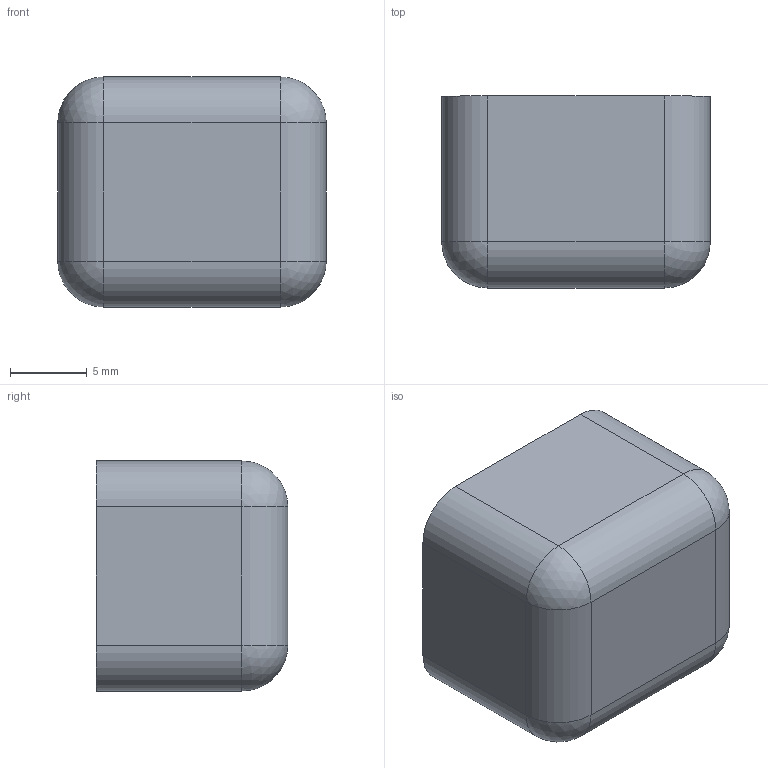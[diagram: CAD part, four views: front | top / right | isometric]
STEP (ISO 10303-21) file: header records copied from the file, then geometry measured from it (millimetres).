
FILE_DESCRIPTION(/* description */ (''),/* implementation_level */ '2;1');
FILE_NAME(/* name */ 'devFrame Landing Gear Foot TPE.step',/* time_stamp */ '2020-01-25T15:51:57-06:00',/* author */ (''),/* organization */ (''),/* preprocessor_version */ 'ST-DEVELOPER v18',/* originating_system */ 'Autodesk Translation Framework v8.12.0.6',/* authorisation */ '');
FILE_SCHEMA (('AUTOMOTIVE_DESIGN { 1 0 10303 214 3 1 1 }'));
Length unit declared in the file: millimetre
Products named in the file (1): devFrame Landing Gear Foot TPE
Bounding box: 17.5 x 12.5 x 15 mm (x, y, z)
Volume: 1844.8 mm3; surface area: 1590.4 mm2
Topology: 1 solids, 1 shells, 35 faces, 72 edges, 40 vertices
Faces by surface type: cylinder 16, plane 11, sphere 8
Entity records: 939 total; most frequent: DIRECTION 176, CARTESIAN_POINT 148, ORIENTED_EDGE 144, EDGE_CURVE 72, AXIS2_PLACEMENT_3D 68, LINE 40, VECTOR 40, VERTEX_POINT 40
